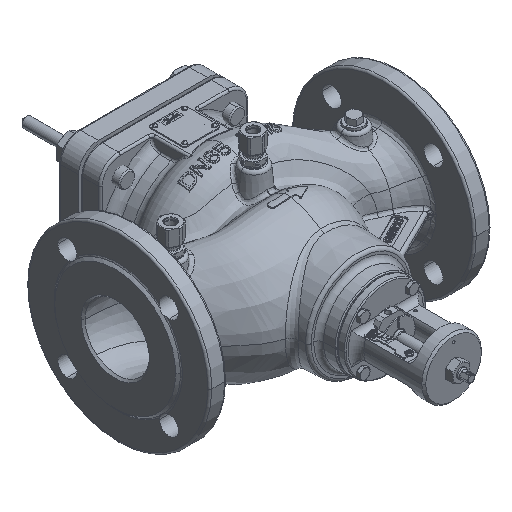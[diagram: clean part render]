
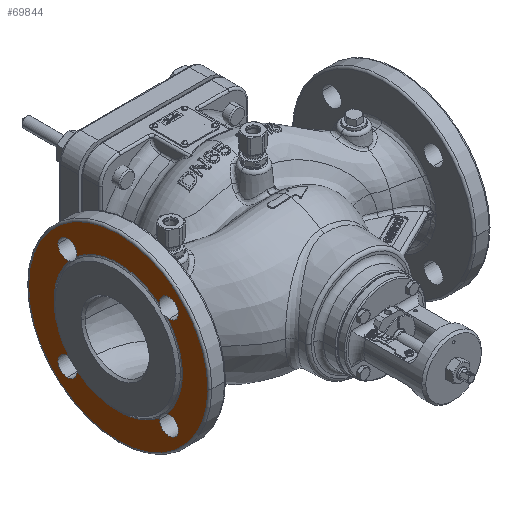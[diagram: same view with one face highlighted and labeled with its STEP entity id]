
A CAD part, isometric view. The second image highlights one B-rep face of the part: STEP entity #69844.
In plain terms, the highlighted planar face has unit normal (-1, 0, 0).
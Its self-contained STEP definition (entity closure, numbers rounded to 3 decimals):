
#24880=CARTESIAN_POINT('',(-142.,0.,0.));
#24881=DIRECTION('',(-1.,0.,0.));
#24882=DIRECTION('',(0.,1.,0.));
#24883=AXIS2_PLACEMENT_3D('',#24880,#24881,#24882);
#24888=CARTESIAN_POINT('',(-142.,0.,0.));
#24889=DIRECTION('',(-1.,0.,0.));
#24890=DIRECTION('',(0.,-1.,0.));
#24891=AXIS2_PLACEMENT_3D('',#24888,#24889,#24890);
#24896=CARTESIAN_POINT('',(-142.,-51.265,-51.265));
#24897=DIRECTION('',(1.,0.,0.));
#24898=DIRECTION('',(0.,-1.,0.));
#24899=AXIS2_PLACEMENT_3D('',#24896,#24897,#24898);
#24904=CARTESIAN_POINT('',(-142.,-51.265,-51.265));
#24905=DIRECTION('',(1.,0.,0.));
#24906=DIRECTION('',(0.,0.193,0.981));
#24907=AXIS2_PLACEMENT_3D('',#24904,#24905,#24906);
#24912=CARTESIAN_POINT('',(-142.,-51.265,51.265));
#24913=DIRECTION('',(1.,0.,0.));
#24914=DIRECTION('',(0.,0.,-1.));
#24915=AXIS2_PLACEMENT_3D('',#24912,#24913,#24914);
#24920=CARTESIAN_POINT('',(-142.,-51.265,51.265));
#24921=DIRECTION('',(1.,0.,0.));
#24922=DIRECTION('',(0.,0.,1.));
#24923=AXIS2_PLACEMENT_3D('',#24920,#24921,#24922);
#24928=CARTESIAN_POINT('',(-142.,-51.265,51.265));
#24929=DIRECTION('',(1.,0.,0.));
#24930=DIRECTION('',(0.,0.981,-0.193));
#24931=AXIS2_PLACEMENT_3D('',#24928,#24929,#24930);
#24936=CARTESIAN_POINT('',(-142.,51.265,51.265));
#24937=DIRECTION('',(1.,0.,0.));
#24938=DIRECTION('',(0.,-1.,0.));
#24939=AXIS2_PLACEMENT_3D('',#24936,#24937,#24938);
#24944=CARTESIAN_POINT('',(-142.,51.265,51.265));
#24945=DIRECTION('',(1.,0.,0.));
#24946=DIRECTION('',(0.,1.,0.));
#24947=AXIS2_PLACEMENT_3D('',#24944,#24945,#24946);
#24952=CARTESIAN_POINT('',(-142.,51.265,51.265));
#24953=DIRECTION('',(1.,0.,0.));
#24954=DIRECTION('',(0.,-0.193,-0.981));
#24955=AXIS2_PLACEMENT_3D('',#24952,#24953,#24954);
#24960=CARTESIAN_POINT('',(-142.,51.265,-51.265));
#24961=DIRECTION('',(-1.,0.,0.));
#24962=DIRECTION('',(0.,-0.193,0.981));
#24963=AXIS2_PLACEMENT_3D('',#24960,#24961,#24962);
#24968=CARTESIAN_POINT('',(-142.,51.265,-51.265));
#24969=DIRECTION('',(-1.,0.,0.));
#24970=DIRECTION('',(0.,0.,1.));
#24971=AXIS2_PLACEMENT_3D('',#24968,#24969,#24970);
#24976=CARTESIAN_POINT('',(-142.,51.265,-51.265));
#24977=DIRECTION('',(1.,0.,0.));
#24978=DIRECTION('',(0.,-0.981,0.193));
#24979=AXIS2_PLACEMENT_3D('',#24976,#24977,#24978);
#24984=CARTESIAN_POINT('',(-142.,-51.265,-51.265));
#24985=DIRECTION('',(1.,0.,0.));
#24986=DIRECTION('',(0.,1.,0.));
#24987=AXIS2_PLACEMENT_3D('',#24984,#24985,#24986);
#26208=CARTESIAN_POINT('',(-142.,49.431,41.944));
#26225=CARTESIAN_POINT('',(-142.,0.,0.));
#26226=DIRECTION('',(1.,0.,0.));
#26227=DIRECTION('',(0.,0.762,-0.647));
#26228=AXIS2_PLACEMENT_3D('',#26225,#26226,#26227);
#26238=CARTESIAN_POINT('',(-142.,-41.944,49.431));
#26253=CARTESIAN_POINT('',(-142.,0.,0.));
#26254=DIRECTION('',(1.,0.,0.));
#26255=DIRECTION('',(0.,0.647,0.762));
#26256=AXIS2_PLACEMENT_3D('',#26253,#26254,#26255);
#26273=CARTESIAN_POINT('',(-142.,0.,0.));
#26274=DIRECTION('',(1.,0.,0.));
#26275=DIRECTION('',(0.,-0.647,-0.762));
#26276=AXIS2_PLACEMENT_3D('',#26273,#26274,#26275);
#26291=CARTESIAN_POINT('',(-142.,0.,0.));
#26292=DIRECTION('',(1.,0.,0.));
#26293=DIRECTION('',(0.,-0.762,0.647));
#26294=AXIS2_PLACEMENT_3D('',#26291,#26292,#26293);
#36162=CARTESIAN_POINT('',(-142.,51.265,-41.765));
#36163=CARTESIAN_POINT('',(-142.,51.265,-60.765));
#36164=VERTEX_POINT('',#36162);
#36165=VERTEX_POINT('',#36163);
#36166=CARTESIAN_POINT('',(-142.,49.431,-41.944));
#36167=VERTEX_POINT('',#36166);
#36190=CARTESIAN_POINT('',(-142.,90.5,0.));
#36191=CARTESIAN_POINT('',(-142.,-90.5,0.));
#36192=VERTEX_POINT('',#36190);
#36193=VERTEX_POINT('',#36191);
#37195=CARTESIAN_POINT('',(-142.,60.765,51.265));
#37196=CARTESIAN_POINT('',(-142.,41.765,51.265));
#37197=VERTEX_POINT('',#37195);
#37198=VERTEX_POINT('',#37196);
#37199=CARTESIAN_POINT('',(-142.,41.944,49.431));
#37200=VERTEX_POINT('',#37199);
#37206=VERTEX_POINT('',#26208);
#37207=CARTESIAN_POINT('',(-142.,-51.265,60.765));
#37208=CARTESIAN_POINT('',(-142.,-51.265,41.765));
#37209=VERTEX_POINT('',#37207);
#37210=VERTEX_POINT('',#37208);
#37211=CARTESIAN_POINT('',(-142.,-49.431,41.944));
#37212=VERTEX_POINT('',#37211);
#37219=VERTEX_POINT('',#26238);
#37220=CARTESIAN_POINT('',(-142.,-60.765,-51.265));
#37221=CARTESIAN_POINT('',(-142.,-41.765,-51.265));
#37222=VERTEX_POINT('',#37220);
#37223=VERTEX_POINT('',#37221);
#37224=CARTESIAN_POINT('',(-142.,-41.944,-49.431));
#37225=VERTEX_POINT('',#37224);
#37231=CARTESIAN_POINT('',(-142.,-49.431,-41.944));
#37232=VERTEX_POINT('',#37231);
#37233=CARTESIAN_POINT('',(-142.,41.944,-49.431));
#37234=VERTEX_POINT('',#37233);
#69801=CARTESIAN_POINT('',(-142.,0.,0.));
#69802=DIRECTION('',(1.,0.,0.));
#69803=DIRECTION('',(0.,-1.,0.));
#69804=AXIS2_PLACEMENT_3D('',#69801,#69802,#69803);
#69805=PLANE('',#69804);
#69807=ORIENTED_EDGE('',*,*,#69806,.F.);
#69809=ORIENTED_EDGE('',*,*,#69808,.F.);
#69810=EDGE_LOOP('',(#69807,#69809));
#69811=FACE_OUTER_BOUND('',#69810,.F.);
#69813=ORIENTED_EDGE('',*,*,#69812,.F.);
#69815=ORIENTED_EDGE('',*,*,#69814,.F.);
#69817=ORIENTED_EDGE('',*,*,#69816,.F.);
#69818=ORIENTED_EDGE('',*,*,#69783,.F.);
#69820=ORIENTED_EDGE('',*,*,#69819,.F.);
#69821=ORIENTED_EDGE('',*,*,#69790,.F.);
#69823=ORIENTED_EDGE('',*,*,#69822,.F.);
#69825=ORIENTED_EDGE('',*,*,#69824,.F.);
#69827=ORIENTED_EDGE('',*,*,#69826,.F.);
#69829=ORIENTED_EDGE('',*,*,#69828,.F.);
#69831=ORIENTED_EDGE('',*,*,#69830,.F.);
#69833=ORIENTED_EDGE('',*,*,#69832,.T.);
#69835=ORIENTED_EDGE('',*,*,#69834,.T.);
#69837=ORIENTED_EDGE('',*,*,#69836,.F.);
#69839=ORIENTED_EDGE('',*,*,#69838,.F.);
#69841=ORIENTED_EDGE('',*,*,#69840,.F.);
#69842=EDGE_LOOP('',(#69813,#69815,#69817,#69818,#69820,#69821,#69823,#69825,
#69827,#69829,#69831,#69833,#69835,#69837,#69839,#69841));
#69843=FACE_BOUND('',#69842,.F.);
#24884=CIRCLE('',#24883,90.5);
#24892=CIRCLE('',#24891,90.5);
#24900=CIRCLE('',#24899,9.5);
#24908=CIRCLE('',#24907,9.5);
#24916=CIRCLE('',#24915,9.5);
#24924=CIRCLE('',#24923,9.5);
#24932=CIRCLE('',#24931,9.5);
#24940=CIRCLE('',#24939,9.5);
#24948=CIRCLE('',#24947,9.5);
#24956=CIRCLE('',#24955,9.5);
#24964=CIRCLE('',#24963,9.5);
#24972=CIRCLE('',#24971,9.5);
#24980=CIRCLE('',#24979,9.5);
#24988=CIRCLE('',#24987,9.5);
#26229=CIRCLE('',#26228,64.828);
#26257=CIRCLE('',#26256,64.828);
#26277=CIRCLE('',#26276,64.828);
#26295=CIRCLE('',#26294,64.828);
#69783=EDGE_CURVE('',#37210,#37212,#24916,.T.);
#69790=EDGE_CURVE('',#37219,#37209,#24932,.T.);
#69806=EDGE_CURVE('',#36192,#36193,#24884,.T.);
#69808=EDGE_CURVE('',#36193,#36192,#24892,.T.);
#69812=EDGE_CURVE('',#37222,#37223,#24900,.T.);
#69814=EDGE_CURVE('',#37232,#37222,#24908,.T.);
#69816=EDGE_CURVE('',#37212,#37232,#26295,.T.);
#69819=EDGE_CURVE('',#37209,#37210,#24924,.T.);
#69822=EDGE_CURVE('',#37200,#37219,#26257,.T.);
#69824=EDGE_CURVE('',#37198,#37200,#24940,.T.);
#69826=EDGE_CURVE('',#37197,#37198,#24948,.T.);
#69828=EDGE_CURVE('',#37206,#37197,#24956,.T.);
#69830=EDGE_CURVE('',#36167,#37206,#26229,.T.);
#69832=EDGE_CURVE('',#36167,#36164,#24964,.T.);
#69834=EDGE_CURVE('',#36164,#36165,#24972,.T.);
#69836=EDGE_CURVE('',#37234,#36165,#24980,.T.);
#69838=EDGE_CURVE('',#37225,#37234,#26277,.T.);
#69840=EDGE_CURVE('',#37223,#37225,#24988,.T.);
#69844=ADVANCED_FACE('',(#69811,#69843),#69805,.F.);
